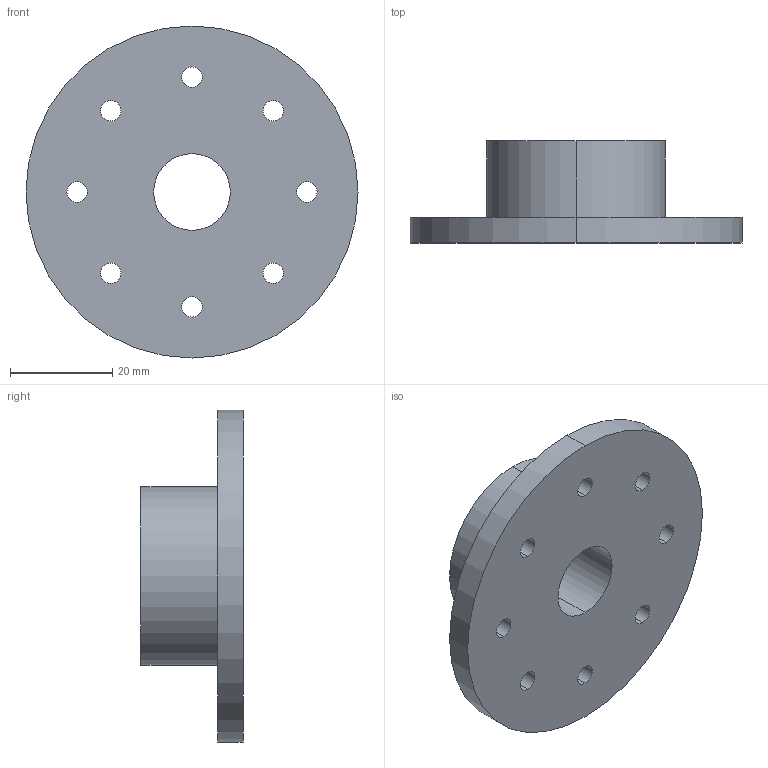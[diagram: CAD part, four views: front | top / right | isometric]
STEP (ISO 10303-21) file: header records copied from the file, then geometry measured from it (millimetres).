
FILE_DESCRIPTION (( 'STEP AP214' ), '1' );
FILE_NAME ('lowerNeck.STEP', '2024-06-10T05:21:36', ( '' ), ( '' ), 'SwSTEP 2.0', 'SolidWorks 2022', '' );
FILE_SCHEMA (( 'AUTOMOTIVE_DESIGN' ));
Length unit declared in the file: millimetre
Products named in the file (1): lowerNeck
Bounding box: 65 x 20 x 65 mm (x, y, z)
Volume: 26844.9 mm3; surface area: 10386.1 mm2
Topology: 1 solids, 1 shells, 37 faces, 90 edges, 60 vertices
Faces by surface type: cylinder 30, plane 7
Entity records: 1194 total; most frequent: DIRECTION 226, CARTESIAN_POINT 188, ORIENTED_EDGE 180, AXIS2_PLACEMENT_3D 98, EDGE_CURVE 90, VERTEX_POINT 60, EDGE_LOOP 60, CIRCLE 60
